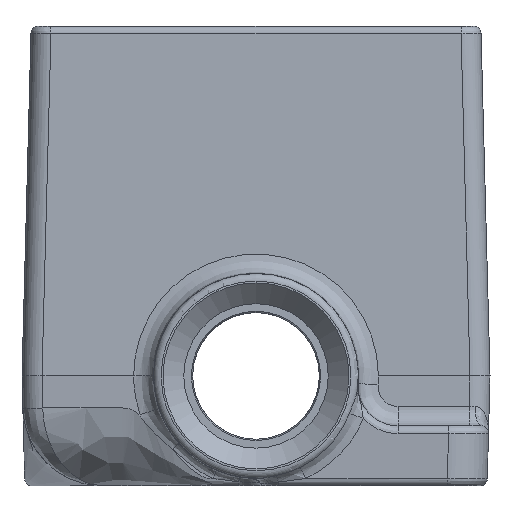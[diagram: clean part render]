
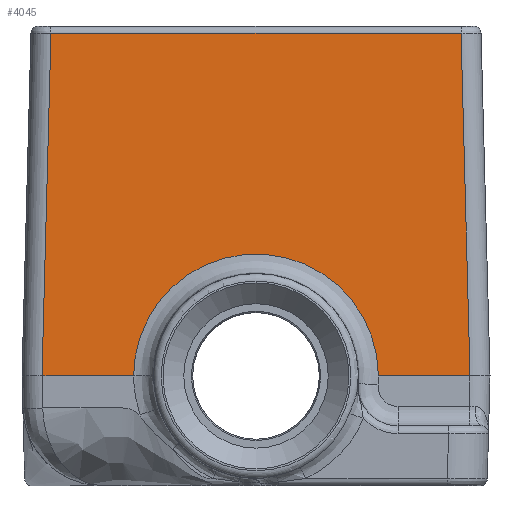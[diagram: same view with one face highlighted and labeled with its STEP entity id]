
A CAD part, front view. The second image highlights one B-rep face of the part: STEP entity #4045.
In plain terms, the highlighted planar face has unit normal (0, -1, 0.026).
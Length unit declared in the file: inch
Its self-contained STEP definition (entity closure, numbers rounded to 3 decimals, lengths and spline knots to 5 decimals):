
#237=ELLIPSE('',#4418,0.76576,0.7655);
#305=LINE('',#6095,#531);
#425=LINE('',#6591,#651);
#426=LINE('',#6594,#652);
#427=LINE('',#6596,#653);
#428=LINE('',#6598,#654);
#429=LINE('',#6599,#655);
#531=VECTOR('',#4847,0.57291);
#651=VECTOR('',#5143,0.57309);
#652=VECTOR('',#5146,0.00327);
#653=VECTOR('',#5147,2.14005);
#654=VECTOR('',#5148,2.56498);
#655=VECTOR('',#5149,2.14332);
#890=PLANE('',#4417);
#955=FACE_OUTER_BOUND('',#1225,.T.);
#1225=EDGE_LOOP('',(#2934,#2935,#2936,#2937,#2938,#2939,#2940));
#1704=VERTEX_POINT('',#6093);
#1705=VERTEX_POINT('',#6094);
#1886=VERTEX_POINT('',#6589);
#1887=VERTEX_POINT('',#6590);
#1888=VERTEX_POINT('',#6593);
#1889=VERTEX_POINT('',#6595);
#1890=VERTEX_POINT('',#6597);
#2093=EDGE_CURVE('',#1704,#1705,#305,.F.);
#2284=EDGE_CURVE('',#1886,#1887,#425,.T.);
#2285=EDGE_CURVE('',#1887,#1704,#237,.F.);
#2286=EDGE_CURVE('',#1705,#1888,#426,.T.);
#2287=EDGE_CURVE('',#1888,#1889,#427,.T.);
#2288=EDGE_CURVE('',#1889,#1890,#428,.F.);
#2289=EDGE_CURVE('',#1890,#1886,#429,.F.);
#2934=ORIENTED_EDGE('',*,*,#2284,.T.);
#2935=ORIENTED_EDGE('',*,*,#2285,.T.);
#2936=ORIENTED_EDGE('',*,*,#2093,.T.);
#2937=ORIENTED_EDGE('',*,*,#2286,.T.);
#2938=ORIENTED_EDGE('',*,*,#2287,.T.);
#2939=ORIENTED_EDGE('',*,*,#2288,.T.);
#2940=ORIENTED_EDGE('',*,*,#2289,.T.);
#4045=ADVANCED_FACE('',(#955),#890,.T.);
#4417=AXIS2_PLACEMENT_3D('',#6588,#5141,#5142);
#4418=AXIS2_PLACEMENT_3D('',#6592,#5144,#5145);
#4847=DIRECTION('',(-1.,0.,0.));
#5141=DIRECTION('center_axis',(0.,-1.,0.026));
#5142=DIRECTION('ref_axis',(0.,-0.026,-1.));
#5143=DIRECTION('',(1.,0.,0.));
#5144=DIRECTION('center_axis',(0.,-1.,0.026));
#5145=DIRECTION('ref_axis',(0.,0.026,1.));
#5146=DIRECTION('',(0.026,0.026,0.999));
#5147=DIRECTION('',(-0.026,0.026,0.999));
#5148=DIRECTION('',(1.,0.,0.));
#5149=DIRECTION('',(0.026,0.026,0.999));
#6093=CARTESIAN_POINT('',(0.76549,-0.05728,-2.1875));
#6094=CARTESIAN_POINT('',(1.3384,-0.05728,-2.1875));
#6095=CARTESIAN_POINT('',(1.3384,-0.05728,-2.1875));
#6588=CARTESIAN_POINT('Origin',(-1.40625,0.,0.));
#6589=CARTESIAN_POINT('',(-1.33857,-0.05728,-2.1875));
#6590=CARTESIAN_POINT('',(-0.76549,-0.05728,-2.1875));
#6591=CARTESIAN_POINT('',(-1.33857,-0.05728,-2.1875));
#6592=CARTESIAN_POINT('Origin',(0.,-0.05737,
-2.19077));
#6593=CARTESIAN_POINT('',(1.33849,-0.0572,-2.18423));
#6594=CARTESIAN_POINT('',(1.3384,-0.05728,-2.1875));
#6595=CARTESIAN_POINT('',(1.28249,-0.0012,-0.04565));
#6596=CARTESIAN_POINT('',(1.33849,-0.0572,-2.18423));
#6597=CARTESIAN_POINT('',(-1.28249,-0.0012,-0.04565));
#6598=CARTESIAN_POINT('',(-1.28249,-0.0012,-0.04565));
#6599=CARTESIAN_POINT('',(-1.33857,-0.05728,-2.1875));
